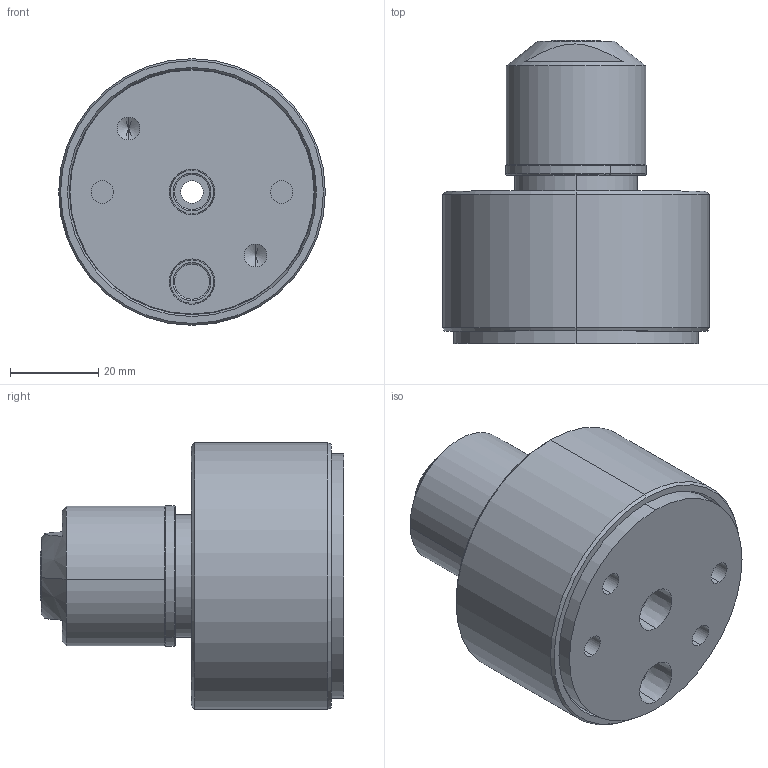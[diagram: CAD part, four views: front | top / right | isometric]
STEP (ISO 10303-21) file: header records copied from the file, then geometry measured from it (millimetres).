
FILE_DESCRIPTION (( 'STEP AP214' ), '1' );
FILE_NAME ('CTSC-001749.STEP', '2025-01-13T15:07:14', ( '' ), ( '' ), 'SwSTEP 2.0', 'SolidWorks 2023', '' );
FILE_SCHEMA (( 'AUTOMOTIVE_DESIGN' ));
Length unit declared in the file: inch
Products named in the file (1): CTSC-001749
Bounding box: 60.45 x 68.73 x 60.45 mm (x, y, z)
Volume: 118181.5 mm3; surface area: 20636.1 mm2
Topology: 1 solids, 1 shells, 76 faces, 160 edges, 98 vertices
Faces by surface type: cylinder 27, cone 23, plane 22, torus 4
Entity records: 2682 total; most frequent: DIRECTION 396, CARTESIAN_POINT 379, ORIENTED_EDGE 312, AXIS2_PLACEMENT_3D 167, EDGE_CURVE 156, VERTEX_POINT 98, EDGE_LOOP 94, CIRCLE 90
